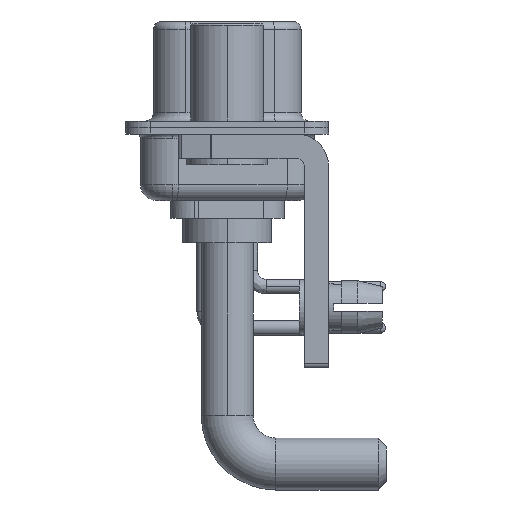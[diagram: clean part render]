
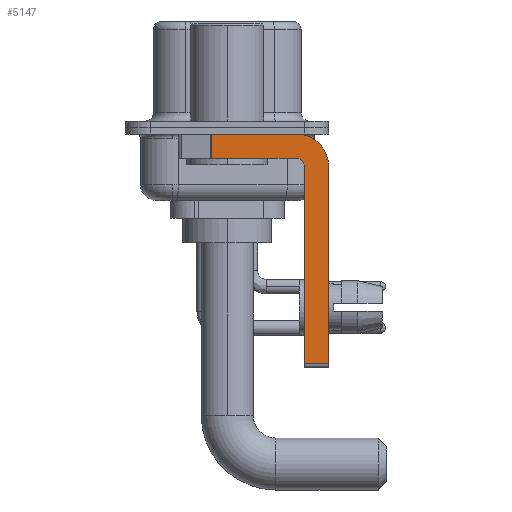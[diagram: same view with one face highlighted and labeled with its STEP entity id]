
A CAD part, left-side view. The second image highlights one B-rep face of the part: STEP entity #5147.
In plain terms, the highlighted planar face has unit normal (-1, 0, 0).
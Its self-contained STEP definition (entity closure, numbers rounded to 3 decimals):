
#73 = EDGE_CURVE ( 'NONE', #5352, #13250, #29689, .T. ) ;
#110 = VECTOR ( 'NONE', #1093, 1000. ) ;
#783 = EDGE_CURVE ( 'NONE', #9806, #14967, #16497, .T. ) ;
#1042 = CARTESIAN_POINT ( 'NONE',  ( -2.9, 3., -0.4 ) ) ;
#1093 = DIRECTION ( 'NONE',  ( 0., -1., 0. ) ) ;
#1302 = VERTEX_POINT ( 'NONE', #14776 ) ;
#1342 = DIRECTION ( 'NONE',  ( 0., 0., -1. ) ) ;
#2758 = DIRECTION ( 'NONE',  ( 0., 1., 0. ) ) ;
#2919 = VERTEX_POINT ( 'NONE', #31632 ) ;
#3512 = CARTESIAN_POINT ( 'NONE',  ( -2.9, -4.25, -2.4 ) ) ;
#3794 = EDGE_CURVE ( 'NONE', #24647, #5352, #11266, .T. ) ;
#4231 = CARTESIAN_POINT ( 'NONE',  ( -2.9, -6.25, -14.55 ) ) ;
#4620 = VECTOR ( 'NONE', #15822, 1000. ) ;
#5032 = CARTESIAN_POINT ( 'NONE',  ( -2.9, -4.25, -1.9 ) ) ;
#5147 = ADVANCED_FACE ( 'NONE', ( #20229 ), #5292, .F. ) ;
#5292 = PLANE ( 'NONE',  #11853 ) ;
#5334 = VECTOR ( 'NONE', #1342, 1000. ) ;
#5352 = VERTEX_POINT ( 'NONE', #6744 ) ;
#5498 = ORIENTED_EDGE ( 'NONE', *, *, #783, .F. ) ;
#6744 = CARTESIAN_POINT ( 'NONE',  ( -2.9, -4.25, -1.9 ) ) ;
#6854 = EDGE_CURVE ( 'NONE', #2919, #1302, #29968, .T. ) ;
#9182 = CARTESIAN_POINT ( 'NONE',  ( -2.9, -6.25, -2.4 ) ) ;
#9497 = ORIENTED_EDGE ( 'NONE', *, *, #3794, .F. ) ;
#9779 = EDGE_CURVE ( 'NONE', #25810, #14967, #20265, .T. ) ;
#9806 = VERTEX_POINT ( 'NONE', #15702 ) ;
#11266 = CIRCLE ( 'NONE', #29400, 0.5 ) ;
#11853 = AXIS2_PLACEMENT_3D ( 'NONE', #30105, #32057, #15344 ) ;
#12612 = VECTOR ( 'NONE', #31266, 1000. ) ;
#12651 = CIRCLE ( 'NONE', #17328, 2. ) ;
#13059 = EDGE_LOOP ( 'NONE', ( #27353, #18347, #19380, #9497, #29167, #16235, #5498, #16438 ) ) ;
#13250 = VERTEX_POINT ( 'NONE', #17600 ) ;
#14052 = DIRECTION ( 'NONE',  ( 0., 0., 1. ) ) ;
#14185 = VECTOR ( 'NONE', #2758, 1000. ) ;
#14776 = CARTESIAN_POINT ( 'NONE',  ( -2.9, -4.25, -0.4 ) ) ;
#14922 = VECTOR ( 'NONE', #14052, 1000. ) ;
#14967 = VERTEX_POINT ( 'NONE', #4231 ) ;
#15097 = DIRECTION ( 'NONE',  ( -1., 0., 0. ) ) ;
#15123 = CARTESIAN_POINT ( 'NONE',  ( -2.9, -4.75, -2.4 ) ) ;
#15252 = EDGE_CURVE ( 'NONE', #25810, #24647, #23793, .T. ) ;
#15344 = DIRECTION ( 'NONE',  ( 0., 0., -1. ) ) ;
#15702 = CARTESIAN_POINT ( 'NONE',  ( -2.9, -6.25, -2.4 ) ) ;
#15822 = DIRECTION ( 'NONE',  ( 0., -1., 0. ) ) ;
#16170 = DIRECTION ( 'NONE',  ( 1., 0., 0. ) ) ;
#16235 = ORIENTED_EDGE ( 'NONE', *, *, #9779, .T. ) ;
#16438 = ORIENTED_EDGE ( 'NONE', *, *, #28897, .F. ) ;
#16490 = CARTESIAN_POINT ( 'NONE',  ( -2.9, -4.75, -14.8 ) ) ;
#16497 = LINE ( 'NONE', #9182, #12612 ) ;
#17328 = AXIS2_PLACEMENT_3D ( 'NONE', #3512, #16170, #30764 ) ;
#17382 = CARTESIAN_POINT ( 'NONE',  ( -2.9, -4.25, -2.4 ) ) ;
#17600 = CARTESIAN_POINT ( 'NONE',  ( -2.9, 0.978, -1.9 ) ) ;
#18303 = CARTESIAN_POINT ( 'NONE',  ( -2.9, -4.25, -14.55 ) ) ;
#18347 = ORIENTED_EDGE ( 'NONE', *, *, #21643, .T. ) ;
#18390 = LINE ( 'NONE', #23577, #5334 ) ;
#19380 = ORIENTED_EDGE ( 'NONE', *, *, #73, .F. ) ;
#20229 = FACE_OUTER_BOUND ( 'NONE', #13059, .T. ) ;
#20265 = LINE ( 'NONE', #18303, #110 ) ;
#21643 = EDGE_CURVE ( 'NONE', #2919, #13250, #18390, .T. ) ;
#23577 = CARTESIAN_POINT ( 'NONE',  ( -2.9, 0.978, -1.9 ) ) ;
#23793 = LINE ( 'NONE', #16490, #14922 ) ;
#24252 = CARTESIAN_POINT ( 'NONE',  ( -2.9, -4.75, -14.55 ) ) ;
#24647 = VERTEX_POINT ( 'NONE', #15123 ) ;
#24826 = DIRECTION ( 'NONE',  ( 0., 0., 1. ) ) ;
#25810 = VERTEX_POINT ( 'NONE', #24252 ) ;
#27353 = ORIENTED_EDGE ( 'NONE', *, *, #6854, .F. ) ;
#28897 = EDGE_CURVE ( 'NONE', #1302, #9806, #12651, .T. ) ;
#29167 = ORIENTED_EDGE ( 'NONE', *, *, #15252, .F. ) ;
#29400 = AXIS2_PLACEMENT_3D ( 'NONE', #17382, #15097, #24826 ) ;
#29689 = LINE ( 'NONE', #5032, #14185 ) ;
#29968 = LINE ( 'NONE', #1042, #4620 ) ;
#30105 = CARTESIAN_POINT ( 'NONE',  ( -2.9, -4.25, -2.4 ) ) ;
#30764 = DIRECTION ( 'NONE',  ( 0., 0., -1. ) ) ;
#31266 = DIRECTION ( 'NONE',  ( 0., 0., -1. ) ) ;
#31632 = CARTESIAN_POINT ( 'NONE',  ( -2.9, 0.978, -0.4 ) ) ;
#32057 = DIRECTION ( 'NONE',  ( 1., 0., 0. ) ) ;
